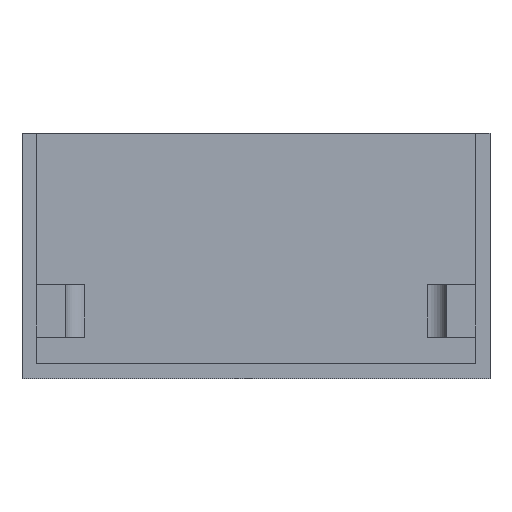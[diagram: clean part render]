
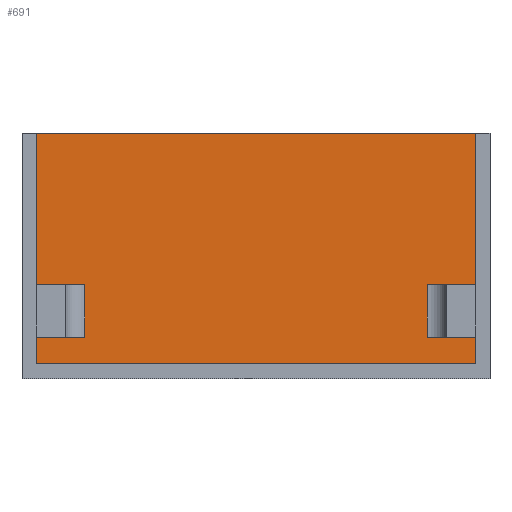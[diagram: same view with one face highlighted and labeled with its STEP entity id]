
A CAD part, top view. The second image highlights one B-rep face of the part: STEP entity #691.
In plain terms, the highlighted planar face has unit normal (0, 0, 1).
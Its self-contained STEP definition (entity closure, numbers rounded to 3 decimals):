
#53=FACE_OUTER_BOUND('',#92,.T.);
#92=EDGE_LOOP('',(#542,#543,#544,#545,#546,#547,#548,#549,#550,#551,#552,
#553));
#125=LINE('',#974,#213);
#131=LINE('',#990,#219);
#136=LINE('',#1007,#224);
#146=LINE('',#1030,#234);
#149=LINE('',#1036,#237);
#166=LINE('',#1073,#254);
#167=LINE('',#1074,#255);
#168=LINE('',#1075,#256);
#169=LINE('',#1077,#257);
#170=LINE('',#1079,#258);
#171=LINE('',#1081,#259);
#172=LINE('',#1082,#260);
#213=VECTOR('',#787,10.);
#219=VECTOR('',#803,10.);
#224=VECTOR('',#818,10.);
#234=VECTOR('',#836,10.);
#237=VECTOR('',#841,10.);
#254=VECTOR('',#878,10.);
#255=VECTOR('',#879,10.);
#256=VECTOR('',#880,10.);
#257=VECTOR('',#881,10.);
#258=VECTOR('',#882,10.);
#259=VECTOR('',#883,10.);
#260=VECTOR('',#884,10.);
#298=VERTEX_POINT('',#971);
#299=VERTEX_POINT('',#973);
#301=VERTEX_POINT('',#983);
#304=VERTEX_POINT('',#988);
#308=VERTEX_POINT('',#1000);
#311=VERTEX_POINT('',#1005);
#320=VERTEX_POINT('',#1028);
#322=VERTEX_POINT('',#1033);
#332=VERTEX_POINT('',#1072);
#333=VERTEX_POINT('',#1076);
#334=VERTEX_POINT('',#1078);
#335=VERTEX_POINT('',#1080);
#365=EDGE_CURVE('',#299,#298,#125,.T.);
#373=EDGE_CURVE('',#304,#301,#131,.T.);
#381=EDGE_CURVE('',#311,#308,#136,.T.);
#392=EDGE_CURVE('',#311,#320,#146,.T.);
#395=EDGE_CURVE('',#322,#308,#149,.T.);
#413=EDGE_CURVE('',#304,#332,#166,.T.);
#414=EDGE_CURVE('',#332,#299,#167,.T.);
#415=EDGE_CURVE('',#298,#322,#168,.T.);
#416=EDGE_CURVE('',#320,#333,#169,.T.);
#417=EDGE_CURVE('',#333,#334,#170,.T.);
#418=EDGE_CURVE('',#334,#335,#171,.T.);
#419=EDGE_CURVE('',#335,#301,#172,.T.);
#542=ORIENTED_EDGE('',*,*,#413,.T.);
#543=ORIENTED_EDGE('',*,*,#414,.T.);
#544=ORIENTED_EDGE('',*,*,#365,.T.);
#545=ORIENTED_EDGE('',*,*,#415,.T.);
#546=ORIENTED_EDGE('',*,*,#395,.T.);
#547=ORIENTED_EDGE('',*,*,#381,.F.);
#548=ORIENTED_EDGE('',*,*,#392,.T.);
#549=ORIENTED_EDGE('',*,*,#416,.T.);
#550=ORIENTED_EDGE('',*,*,#417,.T.);
#551=ORIENTED_EDGE('',*,*,#418,.T.);
#552=ORIENTED_EDGE('',*,*,#419,.T.);
#553=ORIENTED_EDGE('',*,*,#373,.F.);
#656=PLANE('',#748);
#691=ADVANCED_FACE('',(#53),#656,.T.);
#748=AXIS2_PLACEMENT_3D('',#1071,#876,#877);
#787=DIRECTION('',(-1.,0.,0.));
#803=DIRECTION('',(0.,-1.,0.));
#818=DIRECTION('',(0.,1.,0.));
#836=DIRECTION('',(-1.,0.,0.));
#841=DIRECTION('',(1.,0.,0.));
#876=DIRECTION('center_axis',(0.,0.,1.));
#877=DIRECTION('ref_axis',(1.,0.,0.));
#878=DIRECTION('',(1.,0.,0.));
#879=DIRECTION('',(0.,1.,0.));
#880=DIRECTION('',(0.,-1.,0.));
#881=DIRECTION('',(0.,-1.,0.));
#882=DIRECTION('',(1.,0.,0.));
#883=DIRECTION('',(0.,1.,0.));
#884=DIRECTION('',(-1.,0.,0.));
#971=CARTESIAN_POINT('',(-45.4,25.3,5.));
#973=CARTESIAN_POINT('',(45.4,25.3,5.));
#974=CARTESIAN_POINT('',(-22.7,25.3,5.));
#983=CARTESIAN_POINT('',(35.4,-16.9,5.));
#988=CARTESIAN_POINT('',(35.4,-6.,5.));
#990=CARTESIAN_POINT('',(35.4,-4.975,5.));
#1000=CARTESIAN_POINT('',(-35.4,-6.,5.));
#1005=CARTESIAN_POINT('',(-35.4,-16.9,5.));
#1007=CARTESIAN_POINT('',(-35.4,-4.975,5.));
#1028=CARTESIAN_POINT('',(-45.4,-16.9,5.));
#1030=CARTESIAN_POINT('',(-66.1,-16.9,5.));
#1033=CARTESIAN_POINT('',(-45.4,-6.,5.));
#1036=CARTESIAN_POINT('',(-20.7,-6.,5.));
#1071=CARTESIAN_POINT('Origin',(0.,1.5,5.));
#1072=CARTESIAN_POINT('',(45.4,-6.,5.));
#1073=CARTESIAN_POINT('',(22.7,-6.,5.));
#1074=CARTESIAN_POINT('',(45.4,-11.3,5.));
#1075=CARTESIAN_POINT('',(-45.4,12.7,5.));
#1076=CARTESIAN_POINT('',(-45.4,-22.4,5.));
#1077=CARTESIAN_POINT('',(-45.4,12.7,5.));
#1078=CARTESIAN_POINT('',(45.4,-22.4,5.));
#1079=CARTESIAN_POINT('',(-22.7,-22.4,5.));
#1080=CARTESIAN_POINT('',(45.4,-16.9,5.));
#1081=CARTESIAN_POINT('',(45.4,-11.3,5.));
#1082=CARTESIAN_POINT('',(20.7,-16.9,5.));
